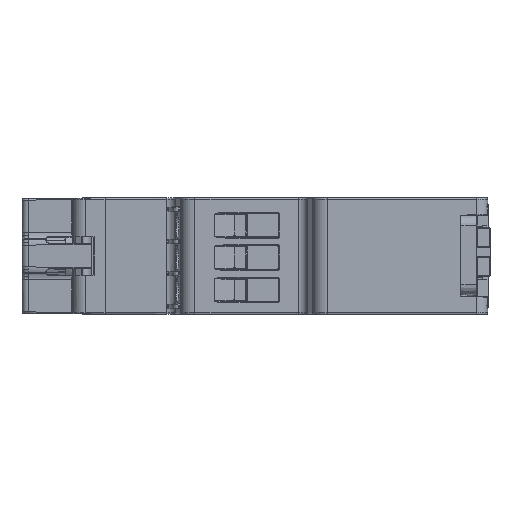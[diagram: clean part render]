
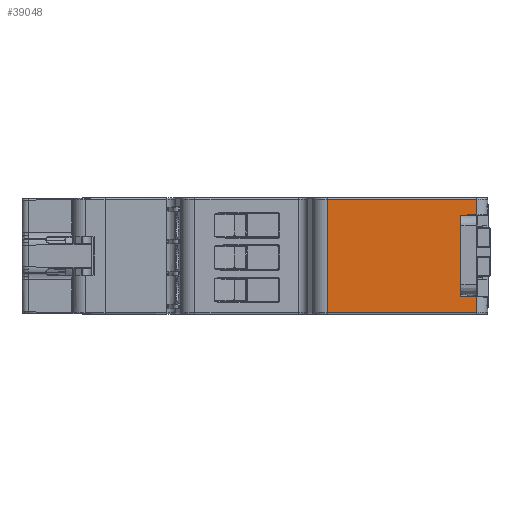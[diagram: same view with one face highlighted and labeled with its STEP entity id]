
A CAD part, left-side view. The second image highlights one B-rep face of the part: STEP entity #39048.
In plain terms, the highlighted planar face has unit normal (-1, 0, 0).
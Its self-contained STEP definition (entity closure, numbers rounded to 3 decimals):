
#8549=DIRECTION('',(0.,0.,-1.));
#8550=VECTOR('',#8549,2.439);
#8551=CARTESIAN_POINT('',(-45.,-62.504,17.8));
#8552=LINE('',#8551,#8550);
#8553=DIRECTION('',(0.,1.,-0.017));
#8554=VECTOR('',#8553,2.514);
#8555=CARTESIAN_POINT('',(-45.,-62.504,15.361));
#8556=LINE('',#8555,#8554);
#8557=DIRECTION('',(0.,-1.,-0.017));
#8558=VECTOR('',#8557,2.514);
#8559=CARTESIAN_POINT('',(-45.,-59.99,2.724));
#8560=LINE('',#8559,#8558);
#8561=DIRECTION('',(0.,0.,-1.));
#8562=VECTOR('',#8561,2.48);
#8563=CARTESIAN_POINT('',(-45.,-62.504,2.68));
#8564=LINE('',#8563,#8562);
#8565=DIRECTION('',(0.,0.,-1.));
#8566=VECTOR('',#8565,17.6);
#8567=CARTESIAN_POINT('',(-45.,-39.386,17.8));
#8568=LINE('',#8567,#8566);
#8610=DIRECTION('',(0.,-1.,0.));
#8611=VECTOR('',#8610,23.117);
#8612=CARTESIAN_POINT('',(-45.,-39.386,0.2));
#8613=LINE('',#8612,#8611);
#11479=CARTESIAN_POINT('',(-45.,-62.504,15.361));
#11497=DIRECTION('',(0.,0.,1.));
#11498=VECTOR('',#11497,12.593);
#11499=CARTESIAN_POINT('',(-45.,-59.99,2.724));
#11500=LINE('',#11499,#11498);
#11546=DIRECTION('',(0.,1.,0.));
#11547=VECTOR('',#11546,23.117);
#11548=CARTESIAN_POINT('',(-45.,-62.504,17.8));
#11549=LINE('',#11548,#11547);
#21257=VERTEX_POINT('',#11479);
#21258=CARTESIAN_POINT('',(-45.,-62.504,17.8));
#21259=VERTEX_POINT('',#21258);
#21265=CARTESIAN_POINT('',(-45.,-62.504,2.68));
#21266=CARTESIAN_POINT('',(-45.,-62.504,0.2));
#21267=VERTEX_POINT('',#21265);
#21268=VERTEX_POINT('',#21266);
#21272=CARTESIAN_POINT('',(-45.,-59.99,15.317));
#21273=VERTEX_POINT('',#21272);
#21274=CARTESIAN_POINT('',(-45.,-59.99,2.724));
#21275=VERTEX_POINT('',#21274);
#21280=CARTESIAN_POINT('',(-45.,-39.386,17.8));
#21281=CARTESIAN_POINT('',(-45.,-39.386,0.2));
#21282=VERTEX_POINT('',#21280);
#21283=VERTEX_POINT('',#21281);
#39026=CARTESIAN_POINT('',(-45.,-50.945,9.));
#39027=DIRECTION('',(1.,0.,0.));
#39028=DIRECTION('',(0.,0.,-1.));
#39029=AXIS2_PLACEMENT_3D('',#39026,#39027,#39028);
#39030=PLANE('',#39029);
#39032=ORIENTED_EDGE('',*,*,#39031,.F.);
#39034=ORIENTED_EDGE('',*,*,#39033,.F.);
#39036=ORIENTED_EDGE('',*,*,#39035,.T.);
#39038=ORIENTED_EDGE('',*,*,#39037,.T.);
#39040=ORIENTED_EDGE('',*,*,#39039,.F.);
#39042=ORIENTED_EDGE('',*,*,#39041,.T.);
#39043=ORIENTED_EDGE('',*,*,#39013,.T.);
#39045=ORIENTED_EDGE('',*,*,#39044,.F.);
#39046=EDGE_LOOP('',(#39032,#39034,#39036,#39038,#39040,#39042,#39043,#39045));
#39047=FACE_OUTER_BOUND('',#39046,.F.);
#39048=ADVANCED_FACE('',(#39047),#39030,.F.);
#39013=EDGE_CURVE('',#21267,#21268,#8564,.T.);
#39031=EDGE_CURVE('',#21282,#21283,#8568,.T.);
#39033=EDGE_CURVE('',#21259,#21282,#11549,.T.);
#39035=EDGE_CURVE('',#21259,#21257,#8552,.T.);
#39037=EDGE_CURVE('',#21257,#21273,#8556,.T.);
#39039=EDGE_CURVE('',#21275,#21273,#11500,.T.);
#39041=EDGE_CURVE('',#21275,#21267,#8560,.T.);
#39044=EDGE_CURVE('',#21283,#21268,#8613,.T.);
